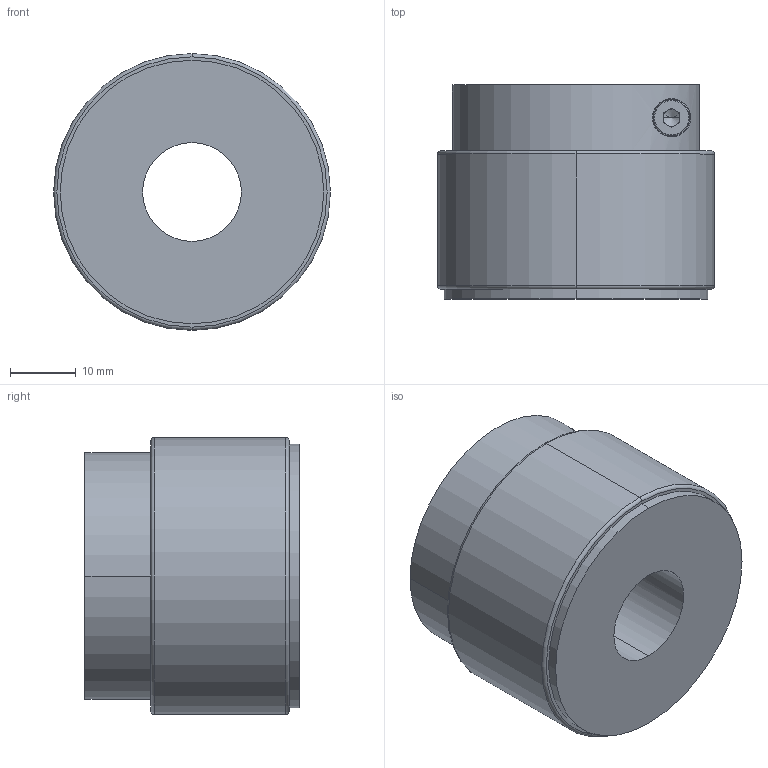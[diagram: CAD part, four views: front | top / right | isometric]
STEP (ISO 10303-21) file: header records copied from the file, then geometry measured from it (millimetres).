
FILE_DESCRIPTION (( 'STEP AP203' ), '1' );
FILE_NAME ('MAG-PM4221C-P12-ID15.STEP', '2020-06-18T05:46:24', ( '' ), ( '' ), 'SwSTEP 2.0', 'SolidWorks 2019', '' );
FILE_SCHEMA (( 'CONFIG_CONTROL_DESIGN' ));
Length unit declared in the file: millimetre
Products named in the file (7): MAG-BSC-OD40-ID15-L32-5 磁性環襯套; MAG-PM4221C-P12-ID15; MAG-RSC-OD38-ID24-L10-M3 束緊環; square nut_jis_JIS B 1163 M3 --C; MAG-4221-磁圈; hexagon socket head cap screw_jis_JIS B 1176 M3 x 16 (16) --C
Assembly tree (6 placements, depth 3):
  MAG-PM4221C-P12-ID15
    MAG-BSC-OD40-ID15-L32-5 磁性環襯套
    MAG-4221-磁圈
    MAG-RSC-OD38-ID24-L10-M3 束緊環
      MAG-RSC-OD38-ID24-L10-M3 束緊環
      square nut_jis_JIS B 1163 M3 --C
      hexagon socket head cap screw_jis_JIS B 1176 M3 x 16 (16) --C
Bounding box: 42 x 32.5 x 42 mm (x, y, z)
Volume: 34867.8 mm3; surface area: 17212.2 mm2
Topology: 5 solids, 5 shells, 122 faces, 295 edges, 185 vertices
Faces by surface type: plane 53, cylinder 42, torus 14, cone 13
Entity records: 4442 total; most frequent: CARTESIAN_POINT 768, DIRECTION 663, ORIENTED_EDGE 586, EDGE_CURVE 293, AXIS2_PLACEMENT_3D 258, VERTEX_POINT 185, LINE 147, VECTOR 147
